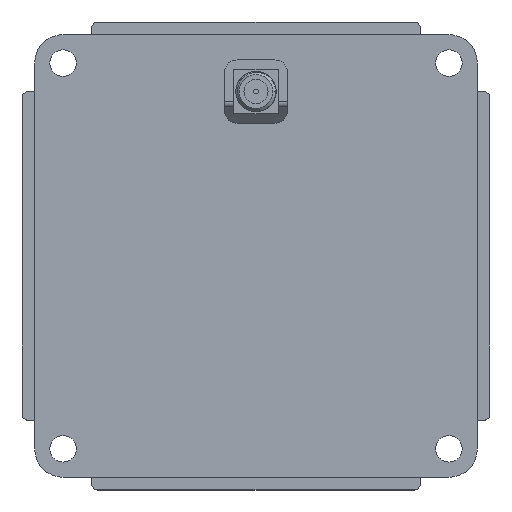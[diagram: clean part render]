
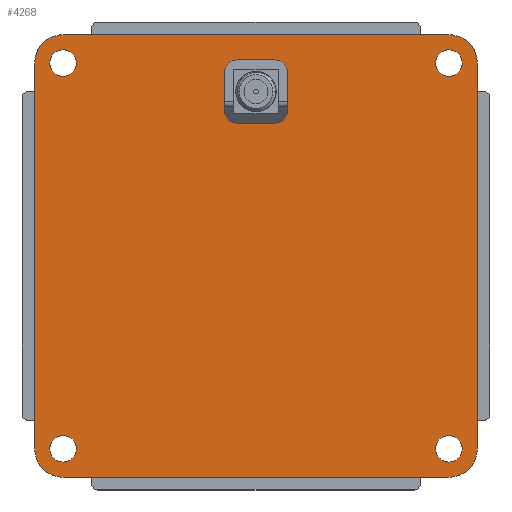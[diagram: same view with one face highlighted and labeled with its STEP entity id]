
A CAD part, top view. The second image highlights one B-rep face of the part: STEP entity #4268.
In plain terms, the highlighted planar face has unit normal (0, 0, 1).
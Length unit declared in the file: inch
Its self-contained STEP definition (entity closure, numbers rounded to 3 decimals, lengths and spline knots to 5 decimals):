
#57=FACE_BOUND('',#659,.T.);
#58=FACE_BOUND('',#660,.T.);
#59=FACE_BOUND('',#661,.T.);
#60=FACE_BOUND('',#662,.T.);
#61=FACE_BOUND('',#663,.T.);
#162=PLANE('',#4707);
#408=FACE_OUTER_BOUND('',#658,.T.);
#658=EDGE_LOOP('',(#3720,#3721,#3722,#3723,#3724,#3725,#3726,#3727));
#659=EDGE_LOOP('',(#3728,#3729,#3730,#3731,#3732,#3733,#3734,#3735));
#660=EDGE_LOOP('',(#3736));
#661=EDGE_LOOP('',(#3737));
#662=EDGE_LOOP('',(#3738));
#663=EDGE_LOOP('',(#3739));
#836=CIRCLE('',#4639,0.07874);
#838=CIRCLE('',#4643,0.07874);
#840=CIRCLE('',#4647,0.07874);
#842=CIRCLE('',#4651,0.07874);
#860=CIRCLE('',#4687,0.17717);
#861=CIRCLE('',#4693,0.08268);
#862=CIRCLE('',#4695,0.08268);
#863=CIRCLE('',#4697,0.08268);
#864=CIRCLE('',#4699,0.08268);
#865=CIRCLE('',#4701,0.17717);
#866=CIRCLE('',#4703,0.17717);
#867=CIRCLE('',#4706,0.17717);
#1188=LINE('',#8786,#1550);
#1192=LINE('',#8798,#1554);
#1196=LINE('',#8810,#1558);
#1200=LINE('',#8821,#1562);
#1245=LINE('',#8949,#1607);
#1250=LINE('',#8956,#1612);
#1253=LINE('',#8962,#1615);
#1257=LINE('',#8985,#1619);
#1550=VECTOR('',#5726,0.23622);
#1554=VECTOR('',#5738,0.23622);
#1558=VECTOR('',#5750,0.23622);
#1562=VECTOR('',#5762,0.23622);
#1607=VECTOR('',#5877,2.40157);
#1612=VECTOR('',#5884,2.40157);
#1615=VECTOR('',#5891,2.40157);
#1619=VECTOR('',#5921,2.40157);
#1919=VERTEX_POINT('',#8776);
#1920=VERTEX_POINT('',#8777);
#1923=VERTEX_POINT('',#8785);
#1925=VERTEX_POINT('',#8791);
#1927=VERTEX_POINT('',#8797);
#1929=VERTEX_POINT('',#8803);
#1931=VERTEX_POINT('',#8809);
#1933=VERTEX_POINT('',#8815);
#1979=VERTEX_POINT('',#8940);
#1980=VERTEX_POINT('',#8942);
#1981=VERTEX_POINT('',#8946);
#1982=VERTEX_POINT('',#8948);
#1983=VERTEX_POINT('',#8954);
#1984=VERTEX_POINT('',#8961);
#1985=VERTEX_POINT('',#8965);
#1986=VERTEX_POINT('',#8968);
#1987=VERTEX_POINT('',#8971);
#1988=VERTEX_POINT('',#8974);
#1989=VERTEX_POINT('',#8979);
#1990=VERTEX_POINT('',#8983);
#2475=EDGE_CURVE('',#1919,#1920,#836,.T.);
#2479=EDGE_CURVE('',#1923,#1919,#1188,.T.);
#2482=EDGE_CURVE('',#1925,#1923,#838,.T.);
#2485=EDGE_CURVE('',#1927,#1925,#1192,.T.);
#2488=EDGE_CURVE('',#1929,#1927,#840,.T.);
#2491=EDGE_CURVE('',#1931,#1929,#1196,.T.);
#2494=EDGE_CURVE('',#1933,#1931,#842,.T.);
#2497=EDGE_CURVE('',#1920,#1933,#1200,.T.);
#2556=EDGE_CURVE('',#1979,#1980,#860,.T.);
#2559=EDGE_CURVE('',#1981,#1982,#1245,.T.);
#2564=EDGE_CURVE('',#1983,#1979,#1250,.T.);
#2567=EDGE_CURVE('',#1980,#1984,#1253,.T.);
#2569=EDGE_CURVE('',#1985,#1985,#861,.T.);
#2570=EDGE_CURVE('',#1986,#1986,#862,.T.);
#2571=EDGE_CURVE('',#1987,#1987,#863,.T.);
#2572=EDGE_CURVE('',#1988,#1988,#864,.T.);
#2573=EDGE_CURVE('',#1982,#1983,#865,.T.);
#2575=EDGE_CURVE('',#1989,#1981,#866,.T.);
#2577=EDGE_CURVE('',#1990,#1989,#1257,.T.);
#2578=EDGE_CURVE('',#1984,#1990,#867,.T.);
#3720=ORIENTED_EDGE('',*,*,#2564,.F.);
#3721=ORIENTED_EDGE('',*,*,#2573,.F.);
#3722=ORIENTED_EDGE('',*,*,#2559,.F.);
#3723=ORIENTED_EDGE('',*,*,#2575,.F.);
#3724=ORIENTED_EDGE('',*,*,#2577,.F.);
#3725=ORIENTED_EDGE('',*,*,#2578,.F.);
#3726=ORIENTED_EDGE('',*,*,#2567,.F.);
#3727=ORIENTED_EDGE('',*,*,#2556,.F.);
#3728=ORIENTED_EDGE('',*,*,#2475,.T.);
#3729=ORIENTED_EDGE('',*,*,#2497,.T.);
#3730=ORIENTED_EDGE('',*,*,#2494,.T.);
#3731=ORIENTED_EDGE('',*,*,#2491,.T.);
#3732=ORIENTED_EDGE('',*,*,#2488,.T.);
#3733=ORIENTED_EDGE('',*,*,#2485,.T.);
#3734=ORIENTED_EDGE('',*,*,#2482,.T.);
#3735=ORIENTED_EDGE('',*,*,#2479,.T.);
#3736=ORIENTED_EDGE('',*,*,#2569,.T.);
#3737=ORIENTED_EDGE('',*,*,#2570,.T.);
#3738=ORIENTED_EDGE('',*,*,#2571,.T.);
#3739=ORIENTED_EDGE('',*,*,#2572,.T.);
#4268=ADVANCED_FACE('',(#408,#57,#58,#59,#60,#61),#162,.F.);
#4639=AXIS2_PLACEMENT_3D('',#8778,#5718,#5719);
#4643=AXIS2_PLACEMENT_3D('',#8792,#5731,#5732);
#4647=AXIS2_PLACEMENT_3D('',#8804,#5743,#5744);
#4651=AXIS2_PLACEMENT_3D('',#8816,#5755,#5756);
#4687=AXIS2_PLACEMENT_3D('',#8943,#5871,#5872);
#4693=AXIS2_PLACEMENT_3D('',#8966,#5895,#5896);
#4695=AXIS2_PLACEMENT_3D('',#8969,#5899,#5900);
#4697=AXIS2_PLACEMENT_3D('',#8972,#5903,#5904);
#4699=AXIS2_PLACEMENT_3D('',#8975,#5907,#5908);
#4701=AXIS2_PLACEMENT_3D('',#8977,#5911,#5912);
#4703=AXIS2_PLACEMENT_3D('',#8981,#5916,#5917);
#4706=AXIS2_PLACEMENT_3D('',#8987,#5924,#5925);
#4707=AXIS2_PLACEMENT_3D('',#8988,#5926,#5927);
#5718=DIRECTION('center_axis',(0.,0.,
-1.));
#5719=DIRECTION('ref_axis',(1.,0.,0.));
#5726=DIRECTION('',(1.,0.,0.));
#5731=DIRECTION('center_axis',(0.,0.,
-1.));
#5732=DIRECTION('ref_axis',(0.,1.,0.));
#5738=DIRECTION('',(0.,1.,0.));
#5743=DIRECTION('center_axis',(0.,0.,
-1.));
#5744=DIRECTION('ref_axis',(-1.,0.,0.));
#5750=DIRECTION('',(-1.,0.,0.));
#5755=DIRECTION('center_axis',(0.,0.,
-1.));
#5756=DIRECTION('ref_axis',(0.,-1.,0.));
#5762=DIRECTION('',(0.,-1.,0.));
#5871=DIRECTION('center_axis',(0.,0.,
-1.));
#5872=DIRECTION('ref_axis',(-1.,0.,0.));
#5877=DIRECTION('',(-1.,0.,0.));
#5884=DIRECTION('',(0.,1.,0.));
#5891=DIRECTION('',(1.,0.,0.));
#5895=DIRECTION('center_axis',(0.,0.,
-1.));
#5896=DIRECTION('ref_axis',(0.,1.,0.));
#5899=DIRECTION('center_axis',(0.,0.,
-1.));
#5900=DIRECTION('ref_axis',(0.,1.,0.));
#5903=DIRECTION('center_axis',(0.,0.,
-1.));
#5904=DIRECTION('ref_axis',(0.,1.,0.));
#5907=DIRECTION('center_axis',(0.,0.,
-1.));
#5908=DIRECTION('ref_axis',(0.,1.,0.));
#5911=DIRECTION('center_axis',(0.,0.,
-1.));
#5912=DIRECTION('ref_axis',(0.,-1.,0.));
#5916=DIRECTION('center_axis',(0.,0.,
-1.));
#5917=DIRECTION('ref_axis',(1.,0.,0.));
#5921=DIRECTION('',(0.,-1.,0.));
#5924=DIRECTION('center_axis',(0.,0.,
-1.));
#5925=DIRECTION('ref_axis',(0.,1.,0.));
#5926=DIRECTION('center_axis',(0.,0.,
-1.));
#5927=DIRECTION('ref_axis',(1.,0.,0.));
#8776=CARTESIAN_POINT('',(-0.34066,1.12984,0.23791));
#8777=CARTESIAN_POINT('',(-0.26192,1.0511,0.23791));
#8778=CARTESIAN_POINT('Origin',(-0.34066,1.0511,0.23791));
#8785=CARTESIAN_POINT('',(-0.57688,1.12984,0.23791));
#8786=CARTESIAN_POINT('',(-0.51783,1.12984,0.23791));
#8791=CARTESIAN_POINT('',(-0.65562,1.0511,0.23791));
#8792=CARTESIAN_POINT('Origin',(-0.57688,1.0511,0.23791));
#8797=CARTESIAN_POINT('',(-0.65562,0.81488,0.23791));
#8798=CARTESIAN_POINT('',(-0.65562,0.36213,0.23791));
#8803=CARTESIAN_POINT('',(-0.57688,0.73614,0.23791));
#8804=CARTESIAN_POINT('Origin',(-0.57688,0.81488,0.23791));
#8809=CARTESIAN_POINT('',(-0.34066,0.73614,0.23791));
#8810=CARTESIAN_POINT('',(-0.39972,0.73614,0.23791));
#8815=CARTESIAN_POINT('',(-0.26192,0.81488,0.23791));
#8816=CARTESIAN_POINT('Origin',(-0.34066,0.81488,0.23791));
#8821=CARTESIAN_POINT('',(-0.26192,0.48024,0.23791));
#8940=CARTESIAN_POINT('',(-1.83673,1.11016,0.23791));
#8942=CARTESIAN_POINT('',(-1.65956,1.28732,0.23791));
#8943=CARTESIAN_POINT('Origin',(-1.65956,1.11016,0.23791));
#8946=CARTESIAN_POINT('',(0.74201,-1.46858,0.23791));
#8948=CARTESIAN_POINT('',(-1.65956,-1.46858,0.23791));
#8949=CARTESIAN_POINT('',(0.74201,-1.46858,0.23791));
#8954=CARTESIAN_POINT('',(-1.83673,-1.29142,0.23791));
#8956=CARTESIAN_POINT('',(-1.83673,-1.29142,0.23791));
#8961=CARTESIAN_POINT('',(0.74201,1.28732,0.23791));
#8962=CARTESIAN_POINT('',(-1.65956,1.28732,0.23791));
#8965=CARTESIAN_POINT('',(0.74201,1.02748,0.23791));
#8966=CARTESIAN_POINT('Origin',(0.74201,1.11016,0.23791));
#8968=CARTESIAN_POINT('',(0.74201,-1.3741,0.23791));
#8969=CARTESIAN_POINT('Origin',(0.74201,-1.29142,0.23791));
#8971=CARTESIAN_POINT('',(-1.65956,-1.3741,0.23791));
#8972=CARTESIAN_POINT('Origin',(-1.65956,-1.29142,0.23791));
#8974=CARTESIAN_POINT('',(-1.65956,1.02748,0.23791));
#8975=CARTESIAN_POINT('Origin',(-1.65956,1.11016,0.23791));
#8977=CARTESIAN_POINT('Origin',(-1.65956,-1.29142,0.23791));
#8979=CARTESIAN_POINT('',(0.91918,-1.29142,0.23791));
#8981=CARTESIAN_POINT('Origin',(0.74201,-1.29142,0.23791));
#8983=CARTESIAN_POINT('',(0.91918,1.11016,0.23791));
#8985=CARTESIAN_POINT('',(0.91918,1.11016,0.23791));
#8987=CARTESIAN_POINT('Origin',(0.74201,1.11016,0.23791));
#8988=CARTESIAN_POINT('Origin',(-0.45877,-0.09063,
0.23791));
